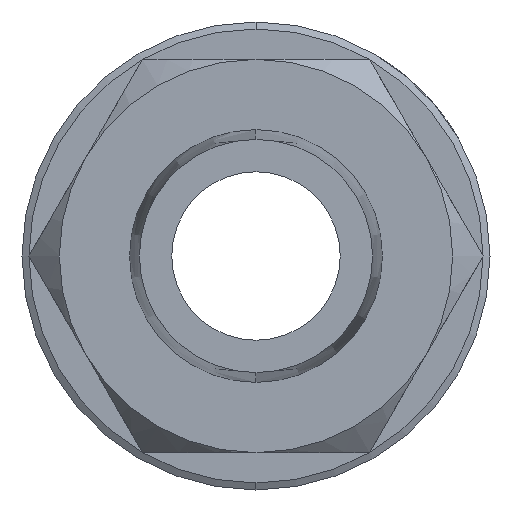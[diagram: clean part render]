
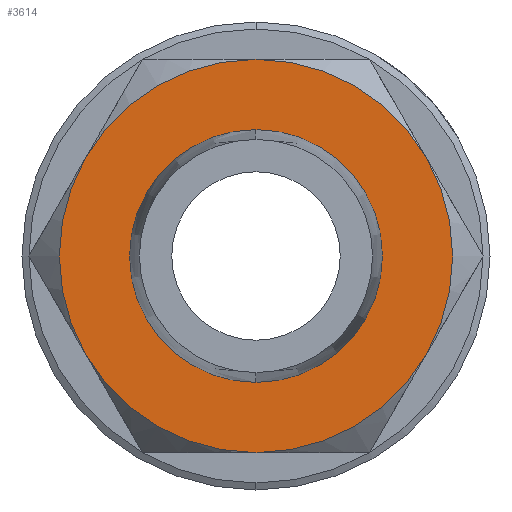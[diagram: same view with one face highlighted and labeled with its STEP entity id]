
A CAD part, left-side view. The second image highlights one B-rep face of the part: STEP entity #3614.
In plain terms, the highlighted planar face has unit normal (-1, 0, 0).
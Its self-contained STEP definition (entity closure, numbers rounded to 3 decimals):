
#48 = VERTEX_POINT ( 'NONE', #3263 ) ;
#56 = CIRCLE ( 'NONE', #1173, 4.5 ) ;
#96 = EDGE_CURVE ( 'NONE', #2023, #48, #56, .T. ) ;
#101 = DIRECTION ( 'NONE',  ( 0., 0., 1. ) ) ;
#119 = DIRECTION ( 'NONE',  ( 1., 0., 0. ) ) ;
#147 = CARTESIAN_POINT ( 'NONE',  ( 14., -6.062, 3.5 ) ) ;
#176 = CARTESIAN_POINT ( 'NONE',  ( 14., 0., 7. ) ) ;
#333 = ORIENTED_EDGE ( 'NONE', *, *, #2007, .F. ) ;
#374 = DIRECTION ( 'NONE',  ( -1., 0., 0. ) ) ;
#397 = AXIS2_PLACEMENT_3D ( 'NONE', #1960, #844, #101 ) ;
#419 = CARTESIAN_POINT ( 'NONE',  ( 14., 0., 0. ) ) ;
#486 = CARTESIAN_POINT ( 'NONE',  ( 14., 0., 0. ) ) ;
#554 = CIRCLE ( 'NONE', #1517, 7. ) ;
#598 = EDGE_CURVE ( 'NONE', #1962, #4456, #1902, .T. ) ;
#612 = DIRECTION ( 'NONE',  ( 0., 0., -1. ) ) ;
#630 = CIRCLE ( 'NONE', #3770, 7. ) ;
#786 = EDGE_CURVE ( 'NONE', #2650, #2829, #3764, .T. ) ;
#814 = CARTESIAN_POINT ( 'NONE',  ( 14., 6.062, -3.5 ) ) ;
#844 = DIRECTION ( 'NONE',  ( -1., 0., 0. ) ) ;
#847 = ORIENTED_EDGE ( 'NONE', *, *, #786, .F. ) ;
#848 = ORIENTED_EDGE ( 'NONE', *, *, #96, .F. ) ;
#874 = ORIENTED_EDGE ( 'NONE', *, *, #1199, .F. ) ;
#1173 = AXIS2_PLACEMENT_3D ( 'NONE', #1672, #4743, #2858 ) ;
#1199 = EDGE_CURVE ( 'NONE', #2706, #2650, #3525, .T. ) ;
#1279 = DIRECTION ( 'NONE',  ( 0., 0., -1. ) ) ;
#1331 = DIRECTION ( 'NONE',  ( 0., 0., -1. ) ) ;
#1348 = AXIS2_PLACEMENT_3D ( 'NONE', #4744, #3294, #4820 ) ;
#1517 = AXIS2_PLACEMENT_3D ( 'NONE', #419, #374, #4600 ) ;
#1587 = CIRCLE ( 'NONE', #4248, 7. ) ;
#1601 = EDGE_CURVE ( 'NONE', #2829, #1962, #1587, .T. ) ;
#1656 = FACE_BOUND ( 'NONE', #1761, .T. ) ;
#1672 = CARTESIAN_POINT ( 'NONE',  ( 14., 0., 0. ) ) ;
#1680 = CARTESIAN_POINT ( 'NONE',  ( 14., 0., 0. ) ) ;
#1744 = CARTESIAN_POINT ( 'NONE',  ( 14., 0., 0. ) ) ;
#1761 = EDGE_LOOP ( 'NONE', ( #848, #2299 ) ) ;
#1825 = AXIS2_PLACEMENT_3D ( 'NONE', #1680, #119, #3834 ) ;
#1902 = CIRCLE ( 'NONE', #1825, 7. ) ;
#1960 = CARTESIAN_POINT ( 'NONE',  ( 14., 0., 0. ) ) ;
#1962 = VERTEX_POINT ( 'NONE', #4265 ) ;
#2007 = EDGE_CURVE ( 'NONE', #4456, #3965, #630, .T. ) ;
#2014 = DIRECTION ( 'NONE',  ( 1., 0., 0. ) ) ;
#2023 = VERTEX_POINT ( 'NONE', #3490 ) ;
#2299 = ORIENTED_EDGE ( 'NONE', *, *, #4167, .F. ) ;
#2359 = EDGE_LOOP ( 'NONE', ( #3236, #3740, #847, #874, #3563, #333 ) ) ;
#2525 = EDGE_CURVE ( 'NONE', #2706, #3965, #554, .T. ) ;
#2650 = VERTEX_POINT ( 'NONE', #147 ) ;
#2706 = VERTEX_POINT ( 'NONE', #176 ) ;
#2829 = VERTEX_POINT ( 'NONE', #4428 ) ;
#2858 = DIRECTION ( 'NONE',  ( 0., 0., 1. ) ) ;
#2892 = AXIS2_PLACEMENT_3D ( 'NONE', #3582, #3925, #1279 ) ;
#2937 = DIRECTION ( 'NONE',  ( 1., 0., 0. ) ) ;
#3182 = DIRECTION ( 'NONE',  ( 1., 0., 0. ) ) ;
#3206 = AXIS2_PLACEMENT_3D ( 'NONE', #3927, #2014, #1331 ) ;
#3236 = ORIENTED_EDGE ( 'NONE', *, *, #598, .F. ) ;
#3263 = CARTESIAN_POINT ( 'NONE',  ( 14., 0., -4.5 ) ) ;
#3294 = DIRECTION ( 'NONE',  ( 1., 0., 0. ) ) ;
#3490 = CARTESIAN_POINT ( 'NONE',  ( 14., 0., 4.5 ) ) ;
#3525 = CIRCLE ( 'NONE', #1348, 7. ) ;
#3563 = ORIENTED_EDGE ( 'NONE', *, *, #2525, .T. ) ;
#3582 = CARTESIAN_POINT ( 'NONE',  ( 14., 0., 0. ) ) ;
#3614 = ADVANCED_FACE ( 'NONE', ( #1656, #3954 ), #4000, .F. ) ;
#3740 = ORIENTED_EDGE ( 'NONE', *, *, #1601, .F. ) ;
#3764 = CIRCLE ( 'NONE', #3206, 7. ) ;
#3770 = AXIS2_PLACEMENT_3D ( 'NONE', #486, #3182, #4708 ) ;
#3834 = DIRECTION ( 'NONE',  ( 0., 0., -1. ) ) ;
#3925 = DIRECTION ( 'NONE',  ( 1., 0., 0. ) ) ;
#3927 = CARTESIAN_POINT ( 'NONE',  ( 14., 0., 0. ) ) ;
#3954 = FACE_OUTER_BOUND ( 'NONE', #2359, .T. ) ;
#3965 = VERTEX_POINT ( 'NONE', #4230 ) ;
#4000 = PLANE ( 'NONE',  #2892 ) ;
#4104 = CIRCLE ( 'NONE', #397, 4.5 ) ;
#4167 = EDGE_CURVE ( 'NONE', #48, #2023, #4104, .T. ) ;
#4230 = CARTESIAN_POINT ( 'NONE',  ( 14., 6.062, 3.5 ) ) ;
#4248 = AXIS2_PLACEMENT_3D ( 'NONE', #1744, #2937, #612 ) ;
#4265 = CARTESIAN_POINT ( 'NONE',  ( 14., 0., -7. ) ) ;
#4428 = CARTESIAN_POINT ( 'NONE',  ( 14., -6.062, -3.5 ) ) ;
#4456 = VERTEX_POINT ( 'NONE', #814 ) ;
#4600 = DIRECTION ( 'NONE',  ( 0., 0., 1. ) ) ;
#4708 = DIRECTION ( 'NONE',  ( 0., 0., -1. ) ) ;
#4743 = DIRECTION ( 'NONE',  ( -1., 0., 0. ) ) ;
#4744 = CARTESIAN_POINT ( 'NONE',  ( 14., 0., 0. ) ) ;
#4820 = DIRECTION ( 'NONE',  ( 0., 0., -1. ) ) ;
